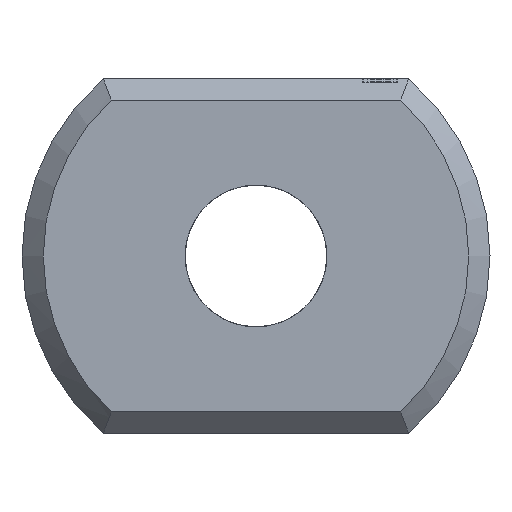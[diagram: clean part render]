
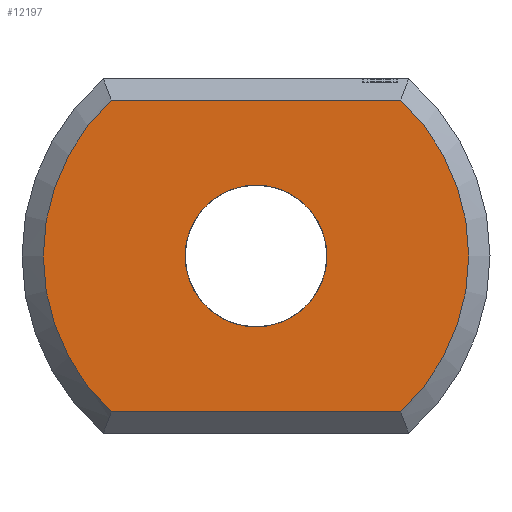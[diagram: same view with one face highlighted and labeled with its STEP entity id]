
A CAD part, left-side view. The second image highlights one B-rep face of the part: STEP entity #12197.
In plain terms, the highlighted planar face has unit normal (-1, 0, 0).
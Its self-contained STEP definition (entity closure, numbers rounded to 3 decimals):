
#298 = PLANE('',#299);
#299 = AXIS2_PLACEMENT_3D('',#300,#301,#302);
#300 = CARTESIAN_POINT('',(0.15,-2.154,-2.35));
#301 = DIRECTION('',(-0.707,0.,-0.707));
#302 = DIRECTION('',(0.,-1.,0.));
#725 = CONICAL_SURFACE('',#726,3.3,0.785);
#726 = AXIS2_PLACEMENT_3D('',#727,#728,#729);
#727 = CARTESIAN_POINT('',(0.3,0.,0.));
#728 = DIRECTION('',(1.,0.,0.));
#729 = DIRECTION('',(0.,0.653,-0.758));
#872 = CONICAL_SURFACE('',#873,3.3,0.785);
#873 = AXIS2_PLACEMENT_3D('',#874,#875,#876);
#874 = CARTESIAN_POINT('',(0.3,0.,0.));
#875 = DIRECTION('',(1.,0.,0.));
#876 = DIRECTION('',(0.,-0.653,0.758));
#909 = VERTEX_POINT('',#910);
#910 = CARTESIAN_POINT('',(0.,-2.04,-2.2));
#937 = VERTEX_POINT('',#938);
#938 = CARTESIAN_POINT('',(0.,2.04,-2.2));
#963 = EDGE_CURVE('',#909,#937,#964,.T.);
#964 = SURFACE_CURVE('',#965,(#969,#976),.PCURVE_S1.);
#965 = LINE('',#966,#967);
#966 = CARTESIAN_POINT('',(0.,-2.154,-2.2));
#967 = VECTOR('',#968,1.);
#968 = DIRECTION('',(0.,1.,0.));
#969 = PCURVE('',#298,#970);
#970 = DEFINITIONAL_REPRESENTATION('',(#971),#975);
#971 = LINE('',#972,#973);
#972 = CARTESIAN_POINT('',(0.,0.212));
#973 = VECTOR('',#974,1.);
#974 = DIRECTION('',(-1.,0.));
#975 = ( GEOMETRIC_REPRESENTATION_CONTEXT(2) 
PARAMETRIC_REPRESENTATION_CONTEXT() REPRESENTATION_CONTEXT('2D SPACE',''
  ) );
#976 = PCURVE('',#977,#982);
#977 = PLANE('',#978);
#978 = AXIS2_PLACEMENT_3D('',#979,#980,#981);
#979 = CARTESIAN_POINT('',(0.,0.,
    0.));
#980 = DIRECTION('',(1.,0.,0.));
#981 = DIRECTION('',(0.,0.,1.));
#982 = DEFINITIONAL_REPRESENTATION('',(#983),#987);
#983 = LINE('',#984,#985);
#984 = CARTESIAN_POINT('',(-2.2,2.154));
#985 = VECTOR('',#986,1.);
#986 = DIRECTION('',(0.,-1.));
#987 = ( GEOMETRIC_REPRESENTATION_CONTEXT(2) 
PARAMETRIC_REPRESENTATION_CONTEXT() REPRESENTATION_CONTEXT('2D SPACE',''
  ) );
#1763 = PLANE('',#1764);
#1764 = AXIS2_PLACEMENT_3D('',#1765,#1766,#1767);
#1765 = CARTESIAN_POINT('',(0.15,-2.154,2.35));
#1766 = DIRECTION('',(0.707,0.,-0.707
    ));
#1767 = DIRECTION('',(0.,-1.,0.));
#11984 = VERTEX_POINT('',#11985);
#11985 = CARTESIAN_POINT('',(0.,2.04,2.2));
#12010 = EDGE_CURVE('',#937,#11984,#12011,.T.);
#12011 = SURFACE_CURVE('',#12012,(#12017,#12024),.PCURVE_S1.);
#12012 = CIRCLE('',#12013,3.);
#12013 = AXIS2_PLACEMENT_3D('',#12014,#12015,#12016);
#12014 = CARTESIAN_POINT('',(0.,0.,
    0.));
#12015 = DIRECTION('',(1.,0.,0.));
#12016 = DIRECTION('',(0.,0.653,-0.758)
  );
#12017 = PCURVE('',#725,#12018);
#12018 = DEFINITIONAL_REPRESENTATION('',(#12019),#12023);
#12019 = LINE('',#12020,#12021);
#12020 = CARTESIAN_POINT('',(0.,-0.3));
#12021 = VECTOR('',#12022,1.);
#12022 = DIRECTION('',(1.,-0.));
#12023 = ( GEOMETRIC_REPRESENTATION_CONTEXT(2) 
PARAMETRIC_REPRESENTATION_CONTEXT() REPRESENTATION_CONTEXT('2D SPACE',''
  ) );
#12024 = PCURVE('',#977,#12025);
#12025 = DEFINITIONAL_REPRESENTATION('',(#12026),#12030);
#12026 = CIRCLE('',#12027,3.);
#12027 = AXIS2_PLACEMENT_2D('',#12028,#12029);
#12028 = CARTESIAN_POINT('',(0.,0.));
#12029 = DIRECTION('',(-0.758,-0.653));
#12030 = ( GEOMETRIC_REPRESENTATION_CONTEXT(2) 
PARAMETRIC_REPRESENTATION_CONTEXT() REPRESENTATION_CONTEXT('2D SPACE',''
  ) );
#12148 = VERTEX_POINT('',#12149);
#12149 = CARTESIAN_POINT('',(0.,-2.04,2.2));
#12176 = EDGE_CURVE('',#12148,#909,#12177,.T.);
#12177 = SURFACE_CURVE('',#12178,(#12183,#12190),.PCURVE_S1.);
#12178 = CIRCLE('',#12179,3.);
#12179 = AXIS2_PLACEMENT_3D('',#12180,#12181,#12182);
#12180 = CARTESIAN_POINT('',(0.,0.,
    0.));
#12181 = DIRECTION('',(1.,0.,0.));
#12182 = DIRECTION('',(0.,-0.653,0.758)
  );
#12183 = PCURVE('',#872,#12184);
#12184 = DEFINITIONAL_REPRESENTATION('',(#12185),#12189);
#12185 = LINE('',#12186,#12187);
#12186 = CARTESIAN_POINT('',(0.,-0.3));
#12187 = VECTOR('',#12188,1.);
#12188 = DIRECTION('',(1.,-0.));
#12189 = ( GEOMETRIC_REPRESENTATION_CONTEXT(2) 
PARAMETRIC_REPRESENTATION_CONTEXT() REPRESENTATION_CONTEXT('2D SPACE',''
  ) );
#12190 = PCURVE('',#977,#12191);
#12191 = DEFINITIONAL_REPRESENTATION('',(#12192),#12196);
#12192 = CIRCLE('',#12193,3.);
#12193 = AXIS2_PLACEMENT_2D('',#12194,#12195);
#12194 = CARTESIAN_POINT('',(0.,0.));
#12195 = DIRECTION('',(0.758,0.653));
#12196 = ( GEOMETRIC_REPRESENTATION_CONTEXT(2) 
PARAMETRIC_REPRESENTATION_CONTEXT() REPRESENTATION_CONTEXT('2D SPACE',''
  ) );
#12197 = ADVANCED_FACE('',(#12198,#12224),#977,.F.);
#12198 = FACE_BOUND('',#12199,.F.);
#12199 = EDGE_LOOP('',(#12200,#12201,#12222,#12223));
#12200 = ORIENTED_EDGE('',*,*,#12010,.T.);
#12201 = ORIENTED_EDGE('',*,*,#12202,.F.);
#12202 = EDGE_CURVE('',#12148,#11984,#12203,.T.);
#12203 = SURFACE_CURVE('',#12204,(#12208,#12215),.PCURVE_S1.);
#12204 = LINE('',#12205,#12206);
#12205 = CARTESIAN_POINT('',(0.,-2.154,2.2));
#12206 = VECTOR('',#12207,1.);
#12207 = DIRECTION('',(0.,1.,0.));
#12208 = PCURVE('',#977,#12209);
#12209 = DEFINITIONAL_REPRESENTATION('',(#12210),#12214);
#12210 = LINE('',#12211,#12212);
#12211 = CARTESIAN_POINT('',(2.2,2.154));
#12212 = VECTOR('',#12213,1.);
#12213 = DIRECTION('',(0.,-1.));
#12214 = ( GEOMETRIC_REPRESENTATION_CONTEXT(2) 
PARAMETRIC_REPRESENTATION_CONTEXT() REPRESENTATION_CONTEXT('2D SPACE',''
  ) );
#12215 = PCURVE('',#1763,#12216);
#12216 = DEFINITIONAL_REPRESENTATION('',(#12217),#12221);
#12217 = LINE('',#12218,#12219);
#12218 = CARTESIAN_POINT('',(0.,0.212));
#12219 = VECTOR('',#12220,1.);
#12220 = DIRECTION('',(-1.,0.));
#12221 = ( GEOMETRIC_REPRESENTATION_CONTEXT(2) 
PARAMETRIC_REPRESENTATION_CONTEXT() REPRESENTATION_CONTEXT('2D SPACE',''
  ) );
#12222 = ORIENTED_EDGE('',*,*,#12176,.T.);
#12223 = ORIENTED_EDGE('',*,*,#963,.T.);
#12224 = FACE_BOUND('',#12225,.T.);
#12225 = EDGE_LOOP('',(#12226));
#12226 = ORIENTED_EDGE('',*,*,#12227,.T.);
#12227 = EDGE_CURVE('',#12228,#12228,#12230,.T.);
#12228 = VERTEX_POINT('',#12229);
#12229 = CARTESIAN_POINT('',(0.,1.,0.));
#12230 = SURFACE_CURVE('',#12231,(#12236,#12243),.PCURVE_S1.);
#12231 = CIRCLE('',#12232,1.);
#12232 = AXIS2_PLACEMENT_3D('',#12233,#12234,#12235);
#12233 = CARTESIAN_POINT('',(0.,0.,0.));
#12234 = DIRECTION('',(1.,0.,0.));
#12235 = DIRECTION('',(0.,1.,0.));
#12236 = PCURVE('',#977,#12237);
#12237 = DEFINITIONAL_REPRESENTATION('',(#12238),#12242);
#12238 = CIRCLE('',#12239,1.);
#12239 = AXIS2_PLACEMENT_2D('',#12240,#12241);
#12240 = CARTESIAN_POINT('',(0.,0.));
#12241 = DIRECTION('',(0.,-1.));
#12242 = ( GEOMETRIC_REPRESENTATION_CONTEXT(2) 
PARAMETRIC_REPRESENTATION_CONTEXT() REPRESENTATION_CONTEXT('2D SPACE',''
  ) );
#12243 = PCURVE('',#12244,#12249);
#12244 = CYLINDRICAL_SURFACE('',#12245,1.);
#12245 = AXIS2_PLACEMENT_3D('',#12246,#12247,#12248);
#12246 = CARTESIAN_POINT('',(0.,0.,0.));
#12247 = DIRECTION('',(-1.,0.,0.));
#12248 = DIRECTION('',(0.,1.,0.));
#12249 = DEFINITIONAL_REPRESENTATION('',(#12250),#12254);
#12250 = LINE('',#12251,#12252);
#12251 = CARTESIAN_POINT('',(-0.,0.));
#12252 = VECTOR('',#12253,1.);
#12253 = DIRECTION('',(-1.,0.));
#12254 = ( GEOMETRIC_REPRESENTATION_CONTEXT(2) 
PARAMETRIC_REPRESENTATION_CONTEXT() REPRESENTATION_CONTEXT('2D SPACE',''
  ) );
